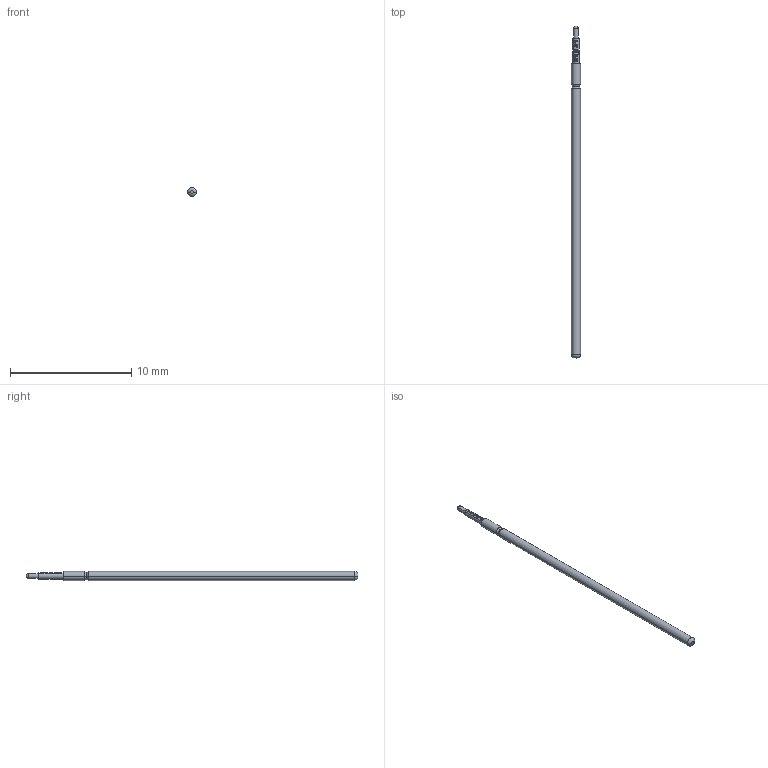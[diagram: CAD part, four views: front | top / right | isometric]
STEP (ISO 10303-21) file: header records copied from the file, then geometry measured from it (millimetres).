
FILE_DESCRIPTION (( 'STEP AP203' ), '1' );
FILE_NAME ('INGUN_GKS-051_305_040_A_xx00_K3MM310.STEP', '2021-09-21T07:20:09', ( 'ochi' ), ( '' ), 'SwSTEP 2.0', 'SolidWorks 2018', '' );
FILE_SCHEMA (( 'CONFIG_CONTROL_DESIGN' ));
Length unit declared in the file: millimetre
Products named in the file (1): INGUN_GKS-051_305_040_A_xx00_K3MM310
Bounding box: 0.75 x 27.37 x 0.75 mm (x, y, z)
Volume: 11.2 mm3; surface area: 62.3 mm2
Topology: 1 solids, 1 shells, 79 faces, 204 edges, 131 vertices
Faces by surface type: bspline 32, plane 22, cylinder 15, torus 6, cone 2, sphere 2
Entity records: 4215 total; most frequent: CARTESIAN_POINT 2609, ORIENTED_EDGE 404, EDGE_CURVE 202, DIRECTION 168, B_SPLINE_CURVE_WITH_KNOTS 160, VERTEX_POINT 131, EDGE_LOOP 85, FACE_OUTER_BOUND 79
